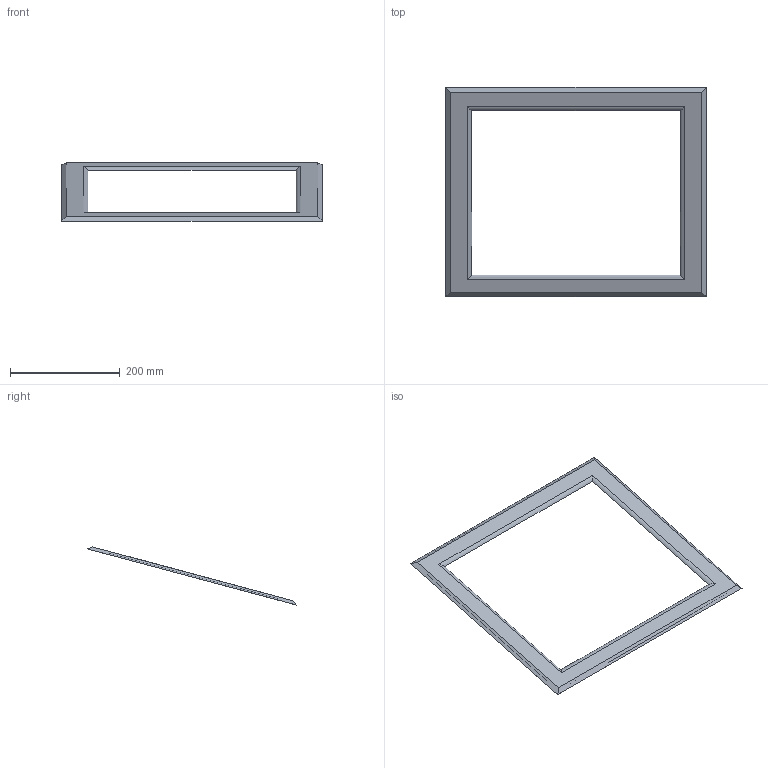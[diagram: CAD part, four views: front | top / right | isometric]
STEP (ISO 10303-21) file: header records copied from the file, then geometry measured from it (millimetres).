
FILE_DESCRIPTION(/* description */ (''),/* implementation_level */ '2;1');
FILE_NAME(/* name */ 'Screen-Cover.step',/* time_stamp */ '2025-12-01T21:00:47+01:00',/* author */ (''),/* organization */ (''),/* preprocessor_version */ 'ST-DEVELOPER v20.1',/* originating_system */ 'Autodesk Translation Framework v14.17.0.0',/* authorisation */ '');
FILE_SCHEMA (('AUTOMOTIVE_DESIGN { 1 0 10303 214 3 1 1 }'));
Length unit declared in the file: millimetre
Products named in the file (2): PreSonus StudioLive_16.0.2; screen-abdeckung
Assembly tree (1 placements, depth 2):
  PreSonus StudioLive_16.0.2
    screen-abdeckung
Bounding box: 474 x 380.55 x 105.65 mm (x, y, z)
Volume: 243317.6 mm3; surface area: 146313.5 mm2
Topology: 1 solids, 1 shells, 34 faces, 89 edges, 58 vertices
Faces by surface type: plane 30, cylinder 4
Entity records: 1089 total; most frequent: CARTESIAN_POINT 184, ORIENTED_EDGE 178, DIRECTION 167, EDGE_CURVE 89, LINE 85, VECTOR 85, VERTEX_POINT 58, AXIS2_PLACEMENT_3D 41
